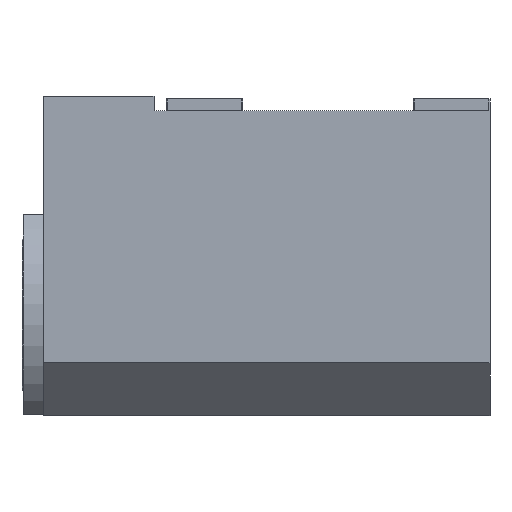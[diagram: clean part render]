
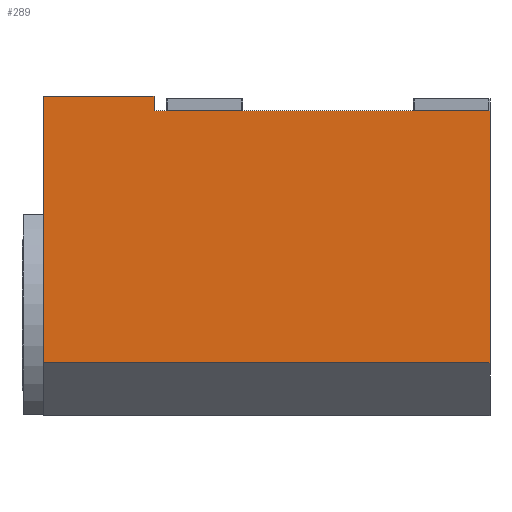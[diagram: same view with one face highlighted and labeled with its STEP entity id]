
A CAD part, front view. The second image highlights one B-rep face of the part: STEP entity #289.
In plain terms, the highlighted planar face has unit normal (0, -1, 0).
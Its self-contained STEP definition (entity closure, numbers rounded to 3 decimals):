
#73=FACE_OUTER_BOUND('',#394,.T.);
#85=LINE('',#1177,#171);
#101=LINE('',#1225,#187);
#149=LINE('',#1399,#235);
#150=LINE('',#1401,#236);
#151=LINE('',#1403,#237);
#152=LINE('',#1404,#238);
#171=VECTOR('',#950,1.);
#187=VECTOR('',#990,1.);
#235=VECTOR('',#1106,1.);
#236=VECTOR('',#1107,1.);
#237=VECTOR('',#1108,1.);
#238=VECTOR('',#1109,1.);
#289=ADVANCED_FACE('',(#73),#324,.F.);
#324=PLANE('',#912);
#394=EDGE_LOOP('',(#562,#563,#564,#565,#566,#567));
#562=ORIENTED_EDGE('',*,*,#783,.F.);
#563=ORIENTED_EDGE('',*,*,#784,.F.);
#564=ORIENTED_EDGE('',*,*,#785,.F.);
#565=ORIENTED_EDGE('',*,*,#705,.T.);
#566=ORIENTED_EDGE('',*,*,#786,.T.);
#567=ORIENTED_EDGE('',*,*,#728,.F.);
#631=VERTEX_POINT('',#1176);
#632=VERTEX_POINT('',#1178);
#641=VERTEX_POINT('',#1204);
#651=VERTEX_POINT('',#1224);
#686=VERTEX_POINT('',#1400);
#687=VERTEX_POINT('',#1402);
#705=EDGE_CURVE('',#632,#631,#85,.T.);
#728=EDGE_CURVE('',#651,#641,#101,.T.);
#783=EDGE_CURVE('',#686,#651,#149,.T.);
#784=EDGE_CURVE('',#687,#686,#150,.T.);
#785=EDGE_CURVE('',#632,#687,#151,.T.);
#786=EDGE_CURVE('',#631,#641,#152,.T.);
#912=AXIS2_PLACEMENT_3D('',#1405,#1110,#1111);
#950=DIRECTION('',(1.,0.,0.));
#990=DIRECTION('',(1.,0.,0.));
#1106=DIRECTION('',(0.,0.,-1.));
#1107=DIRECTION('',(1.,0.,0.));
#1108=DIRECTION('',(0.,0.,1.));
#1109=DIRECTION('',(0.,0.,1.));
#1110=DIRECTION('',(0.,1.,0.));
#1111=DIRECTION('',(0.,0.,1.));
#1176=CARTESIAN_POINT('',(140.,-62.,-105.));
#1177=CARTESIAN_POINT('',(-46.,-62.,-105.));
#1178=CARTESIAN_POINT('',(-46.,-62.,-105.));
#1204=CARTESIAN_POINT('',(140.,-62.,0.));
#1224=CARTESIAN_POINT('',(0.,-62.,0.));
#1225=CARTESIAN_POINT('',(-46.,-62.,0.));
#1399=CARTESIAN_POINT('',(0.,-62.,-105.));
#1400=CARTESIAN_POINT('',(0.,-62.,6.));
#1401=CARTESIAN_POINT('',(-46.,-62.,6.));
#1402=CARTESIAN_POINT('',(-46.,-62.,6.));
#1403=CARTESIAN_POINT('',(-46.,-62.,-105.));
#1404=CARTESIAN_POINT('',(140.,-62.,-105.));
#1405=CARTESIAN_POINT('',(-46.,-62.,-105.));
